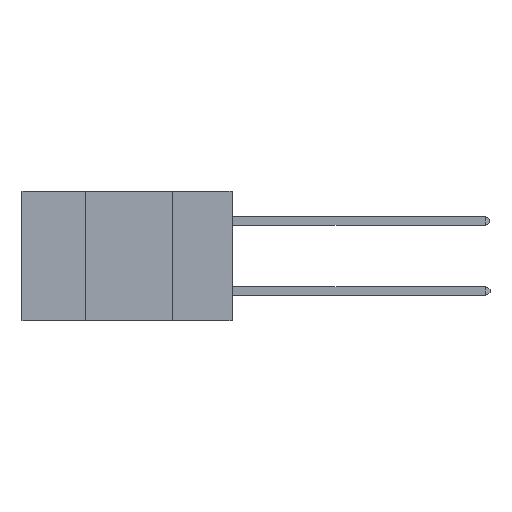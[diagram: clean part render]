
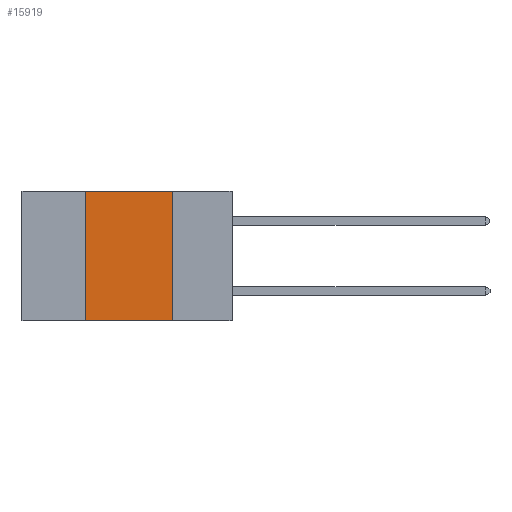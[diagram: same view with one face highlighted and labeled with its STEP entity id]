
A CAD part, left-side view. The second image highlights one B-rep face of the part: STEP entity #15919.
In plain terms, the highlighted planar face has unit normal (-1, 0, 0).
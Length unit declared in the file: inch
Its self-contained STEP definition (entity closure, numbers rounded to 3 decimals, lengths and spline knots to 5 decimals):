
#1322 = LINE ( 'NONE', #1864, #19742 ) ;
#1864 = CARTESIAN_POINT ( 'NONE',  ( 0., 0.6, 0. ) ) ;
#2503 = CARTESIAN_POINT ( 'NONE',  ( 0., 0.17, -0.37 ) ) ;
#3104 = EDGE_CURVE ( 'NONE', #17000, #12884, #15940, .T. ) ;
#3359 = CARTESIAN_POINT ( 'NONE',  ( 0., 0.17, 0. ) ) ;
#3623 = CARTESIAN_POINT ( 'NONE',  ( 0., 0.42, 0. ) ) ;
#4168 = ORIENTED_EDGE ( 'NONE', *, *, #15483, .F. ) ;
#5094 = CARTESIAN_POINT ( 'NONE',  ( 0., 0.42, -0.37 ) ) ;
#5358 = CARTESIAN_POINT ( 'NONE',  ( 0., 0.6, -0.37 ) ) ;
#5435 = ORIENTED_EDGE ( 'NONE', *, *, #3104, .F. ) ;
#6502 = VECTOR ( 'NONE', #16108, 39.37008 ) ;
#7512 = CARTESIAN_POINT ( 'NONE',  ( 0., 0.6, 0. ) ) ;
#9336 = DIRECTION ( 'NONE',  ( 0., 0., -1. ) ) ;
#9499 = VERTEX_POINT ( 'NONE', #3359 ) ;
#11189 = VECTOR ( 'NONE', #22484, 39.37008 ) ;
#11900 = LINE ( 'NONE', #5358, #6502 ) ;
#12481 = VERTEX_POINT ( 'NONE', #2503 ) ;
#12683 = DIRECTION ( 'NONE',  ( 0., -1., 0. ) ) ;
#12884 = VERTEX_POINT ( 'NONE', #3623 ) ;
#14577 = FACE_OUTER_BOUND ( 'NONE', #15294, .T. ) ;
#15294 = EDGE_LOOP ( 'NONE', ( #16547, #4168, #5435, #20034 ) ) ;
#15427 = DIRECTION ( 'NONE',  ( 0., 0., -1. ) ) ;
#15483 = EDGE_CURVE ( 'NONE', #12884, #9499, #1322, .T. ) ;
#15919 = ADVANCED_FACE ( 'NONE', ( #14577 ), #19851, .F. ) ;
#15940 = LINE ( 'NONE', #17253, #11189 ) ;
#16108 = DIRECTION ( 'NONE',  ( 0., -1., 0. ) ) ;
#16547 = ORIENTED_EDGE ( 'NONE', *, *, #16836, .F. ) ;
#16836 = EDGE_CURVE ( 'NONE', #9499, #12481, #19972, .T. ) ;
#17000 = VERTEX_POINT ( 'NONE', #5094 ) ;
#17253 = CARTESIAN_POINT ( 'NONE',  ( 0., 0.42, 0. ) ) ;
#18923 = CARTESIAN_POINT ( 'NONE',  ( 0., 0.17, 0. ) ) ;
#19183 = EDGE_CURVE ( 'NONE', #17000, #12481, #11900, .T. ) ;
#19450 = VECTOR ( 'NONE', #15427, 39.37008 ) ;
#19742 = VECTOR ( 'NONE', #12683, 39.37008 ) ;
#19851 = PLANE ( 'NONE',  #22630 ) ;
#19929 = DIRECTION ( 'NONE',  ( 1., 0., 0. ) ) ;
#19972 = LINE ( 'NONE', #18923, #19450 ) ;
#20034 = ORIENTED_EDGE ( 'NONE', *, *, #19183, .T. ) ;
#22484 = DIRECTION ( 'NONE',  ( 0., 0., 1. ) ) ;
#22630 = AXIS2_PLACEMENT_3D ( 'NONE', #7512, #19929, #9336 ) ;
